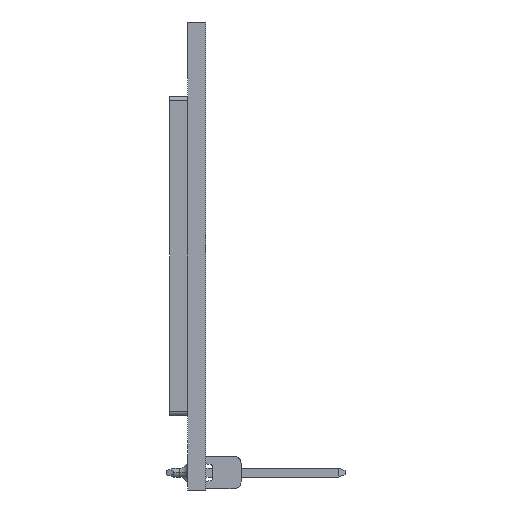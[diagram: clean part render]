
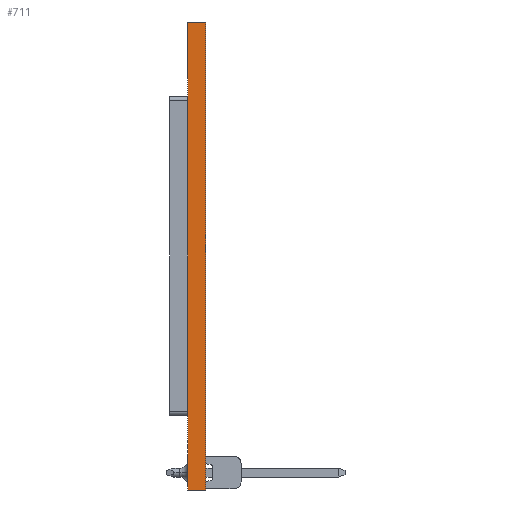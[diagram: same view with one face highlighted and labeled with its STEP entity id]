
A CAD part, left-side view. The second image highlights one B-rep face of the part: STEP entity #711.
In plain terms, the highlighted planar face has unit normal (-1, 0, 0).
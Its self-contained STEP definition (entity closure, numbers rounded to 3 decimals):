
#468 = DIRECTION ( 'NONE',  ( 1., 0., 0. ) ) ;
#549 = EDGE_CURVE ( 'NONE', #3363, #6377, #11779, .T. ) ;
#711 = ADVANCED_FACE ( 'NONE', ( #12241 ), #10716, .F. ) ;
#3363 = VERTEX_POINT ( 'NONE', #11253 ) ;
#3436 = DIRECTION ( 'NONE',  ( 0., 0., -1. ) ) ;
#3463 = ORIENTED_EDGE ( 'NONE', *, *, #16311, .F. ) ;
#3958 = ORIENTED_EDGE ( 'NONE', *, *, #549, .T. ) ;
#4722 = ORIENTED_EDGE ( 'NONE', *, *, #4806, .T. ) ;
#4806 = EDGE_CURVE ( 'NONE', #16816, #3363, #11206, .T. ) ;
#4979 = VECTOR ( 'NONE', #13377, 1000. ) ;
#5714 = VECTOR ( 'NONE', #18102, 1000. ) ;
#5844 = VECTOR ( 'NONE', #17082, 1000. ) ;
#6124 = EDGE_CURVE ( 'NONE', #16816, #8150, #16965, .T. ) ;
#6377 = VERTEX_POINT ( 'NONE', #15502 ) ;
#8150 = VERTEX_POINT ( 'NONE', #12585 ) ;
#8307 = EDGE_LOOP ( 'NONE', ( #3958, #3463, #13634, #4722 ) ) ;
#8906 = DIRECTION ( 'NONE',  ( 0., 0., 1. ) ) ;
#9500 = VECTOR ( 'NONE', #8906, 1000. ) ;
#10716 = PLANE ( 'NONE',  #11655 ) ;
#10840 = CARTESIAN_POINT ( 'NONE',  ( -17.75, 1.3, -16.85 ) ) ;
#11206 = LINE ( 'NONE', #16624, #5714 ) ;
#11253 = CARTESIAN_POINT ( 'NONE',  ( -17.75, 0., -16.85 ) ) ;
#11655 = AXIS2_PLACEMENT_3D ( 'NONE', #10840, #468, #3436 ) ;
#11779 = LINE ( 'NONE', #11929, #9500 ) ;
#11929 = CARTESIAN_POINT ( 'NONE',  ( -17.75, 0., -16.85 ) ) ;
#12241 = FACE_OUTER_BOUND ( 'NONE', #8307, .T. ) ;
#12585 = CARTESIAN_POINT ( 'NONE',  ( -17.75, 1.3, 16.85 ) ) ;
#13377 = DIRECTION ( 'NONE',  ( 0., 0., 1. ) ) ;
#13634 = ORIENTED_EDGE ( 'NONE', *, *, #6124, .F. ) ;
#13949 = CARTESIAN_POINT ( 'NONE',  ( -17.75, 1.3, 16.85 ) ) ;
#15502 = CARTESIAN_POINT ( 'NONE',  ( -17.75, 0., 16.85 ) ) ;
#16311 = EDGE_CURVE ( 'NONE', #8150, #6377, #17574, .T. ) ;
#16624 = CARTESIAN_POINT ( 'NONE',  ( -17.75, 1.3, -16.85 ) ) ;
#16816 = VERTEX_POINT ( 'NONE', #18405 ) ;
#16965 = LINE ( 'NONE', #17844, #4979 ) ;
#17082 = DIRECTION ( 'NONE',  ( 0., -1., 0. ) ) ;
#17574 = LINE ( 'NONE', #13949, #5844 ) ;
#17844 = CARTESIAN_POINT ( 'NONE',  ( -17.75, 1.3, -16.85 ) ) ;
#18102 = DIRECTION ( 'NONE',  ( 0., -1., 0. ) ) ;
#18405 = CARTESIAN_POINT ( 'NONE',  ( -17.75, 1.3, -16.85 ) ) ;
